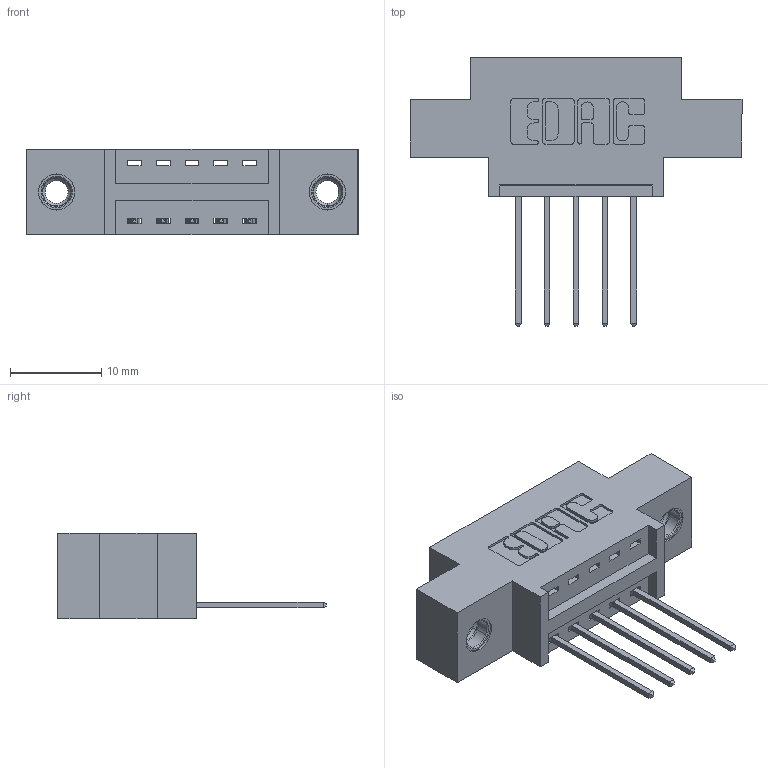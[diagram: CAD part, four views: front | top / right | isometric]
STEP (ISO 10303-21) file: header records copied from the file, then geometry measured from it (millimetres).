
FILE_DESCRIPTION (( 'STEP AP203' ), '1' );
FILE_NAME ('346-005-540-607.STEP', '2018-08-17T02:24:56', ( '' ), ( '' ), 'SwSTEP 2.0', 'SolidWorks 2016', '' );
FILE_SCHEMA (( 'CONFIG_CONTROL_DESIGN' ));
Length unit declared in the file: inch
Products named in the file (4): 346 Part_0.170 Offset - 0.156 Dia-TI; 345-292-001_345-293-140; 345-250-001_345-250-005-103; 346-005-540-607
Assembly tree (8 placements, depth 2):
  346-005-540-607
    346 Part_0.170 Offset - 0.156 Dia-TI
    345-292-001_345-293-140  x5
    345-250-001_345-250-005-103  x2
Bounding box: 36.45 x 29.46 x 9.4 mm (x, y, z)
Volume: 3072.7 mm3; surface area: 3685.6 mm2
Topology: 8 solids, 8 shells, 476 faces, 1357 edges, 890 vertices
Faces by surface type: plane 312, cylinder 148, cone 12, torus 4
Entity records: 9420 total; most frequent: CARTESIAN_POINT 1610, ORIENTED_EDGE 1542, DIRECTION 1491, EDGE_CURVE 771, VECTOR 599, LINE 599, VERTEX_POINT 508, AXIS2_PLACEMENT_3D 446
